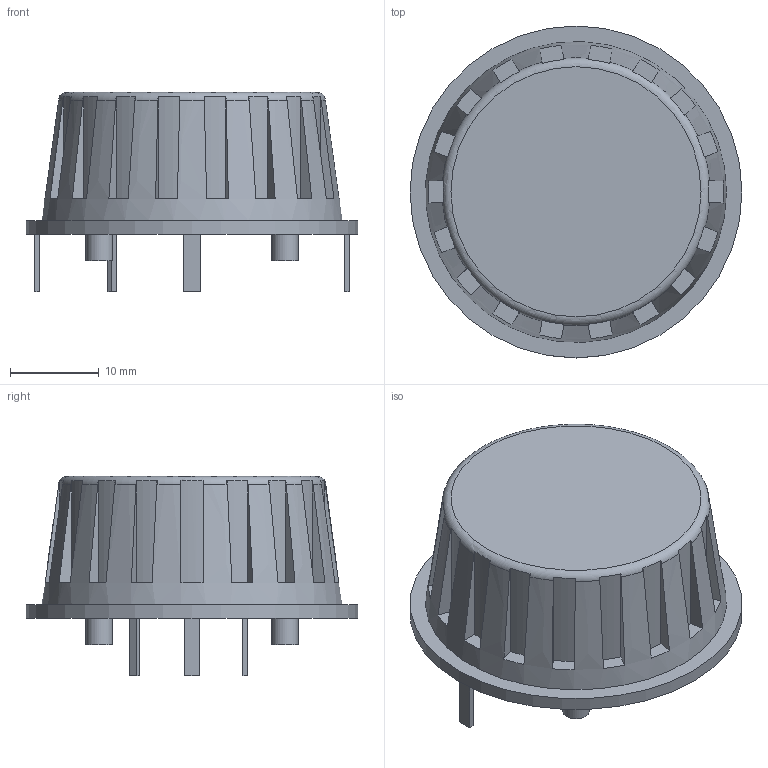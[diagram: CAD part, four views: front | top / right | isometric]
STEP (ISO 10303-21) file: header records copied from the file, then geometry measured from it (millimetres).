
FILE_DESCRIPTION( ( 'Unknown' ), '1' );
FILE_NAME( 'MODULE_HIS-07.step', 'Unknown', ( 'Unknown' ), ( 'Unknown' ), 'PSStep 15.0.49', 'Unknown', ' ' );
FILE_SCHEMA( ( 'AUTOMOTIVE_DESIGN { 1 0 10303 214 1 1 1 1 }' ) );
Length unit declared in the file: millimetre
Products named in the file (1): 1
Bounding box: 37.5 x 37.5 x 22.5 mm (x, y, z)
Volume: 12977.8 mm3; surface area: 4272.9 mm2
Topology: 1 solids, 1 shells, 106 faces, 289 edges, 194 vertices
Faces by surface type: plane 81, cylinder 23, cone 1, torus 1
Full cylindrical faces by diameter (mm): 3 x4, 37.5 x1
Entity records: 4236 total; most frequent: CARTESIAN_POINT 807, ORIENTED_EDGE 552, DIRECTION 502, EDGE_CURVE 276, AXIS2_PLACEMENT_3D 191, VERTEX_POINT 188, EDGE_LOOP 122, LINE 120
